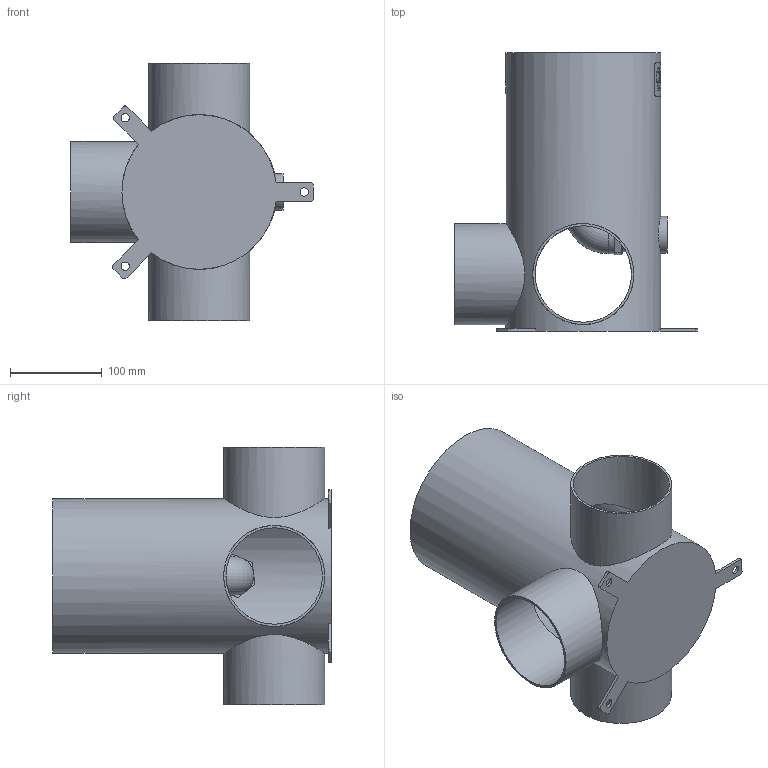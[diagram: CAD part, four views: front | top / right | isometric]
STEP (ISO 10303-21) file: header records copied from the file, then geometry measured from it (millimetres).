
FILE_DESCRIPTION(/* description */ (''),/* implementation_level */ '2;1');
FILE_NAME(/* name */ '50477 nozzle chamber single.stp',/* time_stamp */ '2017-07-12T11:47:17+02:00',/* author */ ('guzb562'),/* organization */ (''),/* preprocessor_version */ 'ST-DEVELOPER v16.1',/* originating_system */ 'Autodesk Inventor 2016',/* authorisation */ '');
FILE_SCHEMA (('AUTOMOTIVE_DESIGN { 1 0 10303 214 3 1 1 }'));
Length unit declared in the file: millimetre
Products named in the file (1): 50477 nozzle chamber single
Bounding box: 263.84 x 303 x 280 mm (x, y, z)
Volume: 624556.4 mm3; surface area: 495365.9 mm2
Topology: 3 solids, 4 shells, 304 faces, 795 edges, 531 vertices
Faces by surface type: bspline 129, plane 117, cylinder 56, torus 2
Full cylindrical faces by diameter (mm): 6 x3, 9 x3, 30.5 x6, 36.984 x1, 40 x2, 41.393 x2, 105 x3, 110 x3, 140.278 x1, 164.3 x1, 168.3 x1
Entity records: 24486 total; most frequent: CARTESIAN_POINT 17907, ORIENTED_EDGE 1494, DIRECTION 980, EDGE_CURVE 747, VERTEX_POINT 515, EDGE_LOOP 390, AXIS2_PLACEMENT_3D 338, LINE 304
